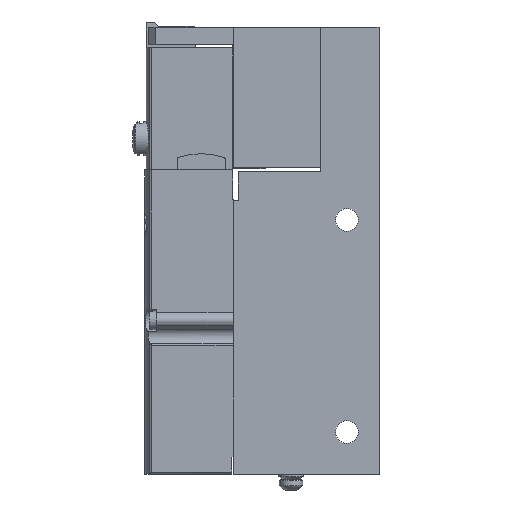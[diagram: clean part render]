
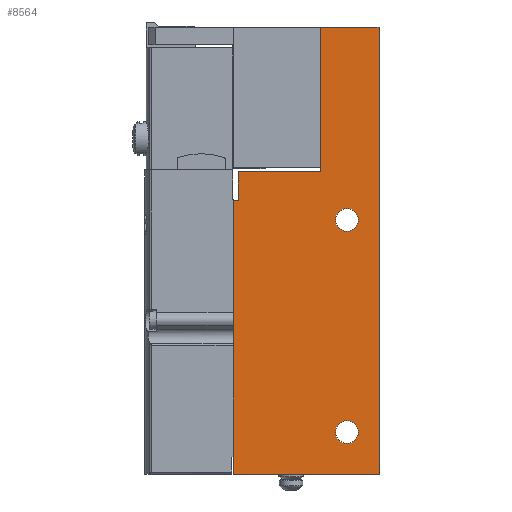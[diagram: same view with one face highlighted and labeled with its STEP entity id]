
A CAD part, left-side view. The second image highlights one B-rep face of the part: STEP entity #8564.
In plain terms, the highlighted planar face has unit normal (-1, 0, 0).
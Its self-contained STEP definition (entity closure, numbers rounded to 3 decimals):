
#385=LINE('',#12890,#1125);
#388=LINE('',#12896,#1128);
#391=LINE('',#12906,#1131);
#396=LINE('',#12918,#1136);
#398=LINE('',#12928,#1138);
#403=LINE('',#12938,#1143);
#407=LINE('',#12946,#1147);
#410=LINE('',#12954,#1150);
#1125=VECTOR('',#10203,1000.);
#1128=VECTOR('',#10208,1000.);
#1131=VECTOR('',#10217,1000.);
#1136=VECTOR('',#10226,1000.);
#1138=VECTOR('',#10236,1000.);
#1143=VECTOR('',#10243,1000.);
#1147=VECTOR('',#10249,1000.);
#1150=VECTOR('',#10256,1000.);
#1911=ORIENTED_EDGE('',*,*,#4307,.T.);
#1912=ORIENTED_EDGE('',*,*,#4308,.T.);
#1913=ORIENTED_EDGE('',*,*,#4272,.F.);
#1914=ORIENTED_EDGE('',*,*,#4304,.F.);
#1915=ORIENTED_EDGE('',*,*,#4300,.F.);
#1916=ORIENTED_EDGE('',*,*,#4296,.F.);
#1917=ORIENTED_EDGE('',*,*,#4291,.F.);
#1918=ORIENTED_EDGE('',*,*,#4286,.F.);
#1919=ORIENTED_EDGE('',*,*,#4280,.F.);
#1920=ORIENTED_EDGE('',*,*,#4275,.F.);
#4272=EDGE_CURVE('',#5474,#5475,#385,.T.);
#4275=EDGE_CURVE('',#5475,#5477,#388,.T.);
#4280=EDGE_CURVE('',#5477,#5481,#391,.T.);
#4286=EDGE_CURVE('',#5481,#5486,#396,.T.);
#4291=EDGE_CURVE('',#5486,#5490,#398,.T.);
#4296=EDGE_CURVE('',#5490,#5494,#403,.T.);
#4300=EDGE_CURVE('',#5494,#5497,#407,.T.);
#4304=EDGE_CURVE('',#5497,#5474,#410,.T.);
#4307=EDGE_CURVE('',#5501,#5501,#6328,.T.);
#4308=EDGE_CURVE('',#5502,#5502,#6329,.T.);
#5474=VERTEX_POINT('',#12889);
#5475=VERTEX_POINT('',#12891);
#5477=VERTEX_POINT('',#12897);
#5481=VERTEX_POINT('',#12907);
#5486=VERTEX_POINT('',#12919);
#5490=VERTEX_POINT('',#12929);
#5494=VERTEX_POINT('',#12939);
#5497=VERTEX_POINT('',#12947);
#5501=VERTEX_POINT('',#12960);
#5502=VERTEX_POINT('',#12962);
#6328=CIRCLE('',#9238,2.75);
#6329=CIRCLE('',#9239,2.75);
#6729=EDGE_LOOP('',(#1911));
#6730=EDGE_LOOP('',(#1912));
#6731=EDGE_LOOP('',(#1913,#1914,#1915,#1916,#1917,#1918,#1919,#1920));
#7482=FACE_BOUND('',#6729,.T.);
#7483=FACE_BOUND('',#6730,.T.);
#7484=FACE_BOUND('',#6731,.T.);
#8235=PLANE('',#9237);
#8564=ADVANCED_FACE('',(#7482,#7483,#7484),#8235,.F.);
#9237=AXIS2_PLACEMENT_3D('',#12958,#10259,#10260);
#9238=AXIS2_PLACEMENT_3D('',#12959,#10261,#10262);
#9239=AXIS2_PLACEMENT_3D('',#12961,#10263,#10264);
#10203=DIRECTION('',(0.,0.,1.));
#10208=DIRECTION('',(0.,-1.,0.));
#10217=DIRECTION('',(0.,0.,-1.));
#10226=DIRECTION('',(0.,1.,0.));
#10236=DIRECTION('',(0.,0.,1.));
#10243=DIRECTION('',(0.,-1.,0.));
#10249=DIRECTION('',(0.,0.,1.));
#10256=DIRECTION('',(0.,-1.,0.));
#10259=DIRECTION('',(1.,0.,0.));
#10260=DIRECTION('',(0.,0.,-1.));
#10261=DIRECTION('',(1.,0.,0.));
#10262=DIRECTION('',(0.,0.,-1.));
#10263=DIRECTION('',(1.,0.,0.));
#10264=DIRECTION('',(0.,0.,-1.));
#12889=CARTESIAN_POINT('',(-24.4,14.05,36.7));
#12890=CARTESIAN_POINT('',(-24.4,14.05,36.7));
#12891=CARTESIAN_POINT('',(-24.4,14.05,71.4));
#12896=CARTESIAN_POINT('',(-24.4,14.05,71.4));
#12897=CARTESIAN_POINT('',(-24.4,0.,71.4));
#12906=CARTESIAN_POINT('',(-24.4,0.,71.4));
#12907=CARTESIAN_POINT('',(-24.4,0.,-35.9));
#12918=CARTESIAN_POINT('',(-24.4,0.,-35.9));
#12919=CARTESIAN_POINT('',(-24.4,35.,-35.9));
#12928=CARTESIAN_POINT('',(-24.4,35.,-35.9));
#12929=CARTESIAN_POINT('',(-24.4,35.,29.75));
#12938=CARTESIAN_POINT('',(-24.4,35.,29.75));
#12939=CARTESIAN_POINT('',(-24.4,33.75,29.75));
#12946=CARTESIAN_POINT('',(-24.4,33.75,29.75));
#12947=CARTESIAN_POINT('',(-24.4,33.75,36.7));
#12954=CARTESIAN_POINT('',(-24.4,33.75,36.7));
#12958=CARTESIAN_POINT('',(-24.4,0.,0.));
#12959=CARTESIAN_POINT('',(-24.4,7.7,25.1));
#12960=CARTESIAN_POINT('',(-24.4,7.7,22.35));
#12961=CARTESIAN_POINT('',(-24.4,7.7,-25.8));
#12962=CARTESIAN_POINT('',(-24.4,7.7,-28.55));
